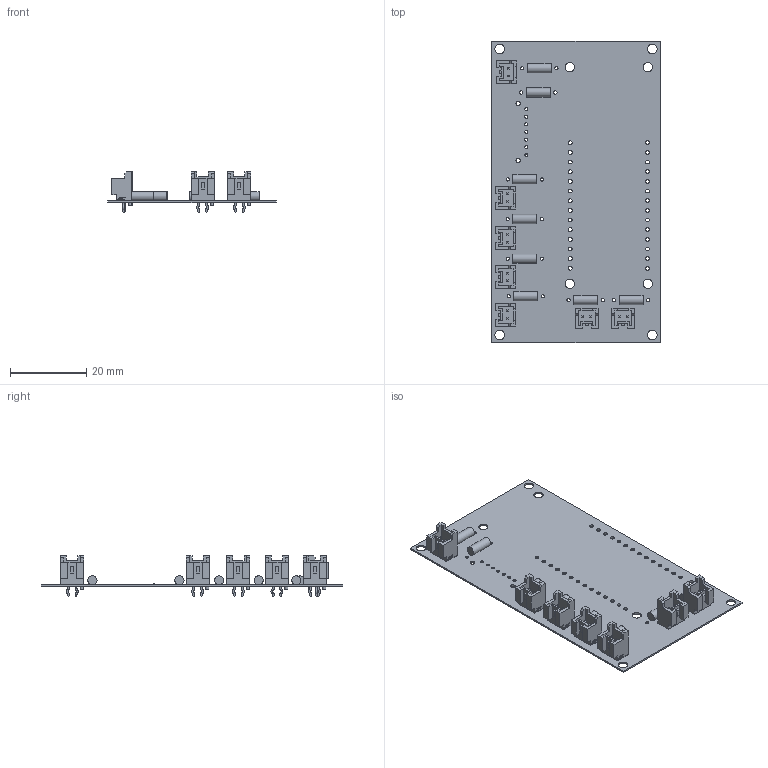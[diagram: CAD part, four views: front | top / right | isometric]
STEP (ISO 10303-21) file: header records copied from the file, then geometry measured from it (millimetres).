
FILE_DESCRIPTION(('Open CASCADE Model'),'2;1');
FILE_NAME('Open CASCADE Shape Model','2022-11-12T14:06:45',('Author'),( 'Open CASCADE'),'Open CASCADE STEP processor 6.8','Open CASCADE 6.8' ,'Unknown');
FILE_SCHEMA(('AUTOMOTIVE_DESIGN { 1 0 10303 214 1 1 1 1 }'));
Length unit declared in the file: millimetre
Products named in the file (30): PCB; Board; Open CASCADE STEP translator 6.8 1.1.1; R8; 5924685056; Cylinder; R7; R6; 5924687296; R5; R4; R3; R2; R1; J8; 5924683136; Extruded; J7; Conn_JST_B02B-PASK-1_LF_SN_eec; B02B-PASK-1; JST; Open CASCADE STEP translator 6.8 1.11.1.2.1; Open CASCADE STEP translator 6.8 1.11.1.2.2; J6; J5; J4; J3; J2; J1
Assembly tree (41 placements, depth 5):
  PCB
    Board
      Open CASCADE STEP translator 6.8 1.1.1
    R8
      5924685056
        Cylinder
    R7
      5924685056
        Cylinder
    R6
      5924687296
        Cylinder
    R5
      5924685056
        Cylinder
    R4
      5924687296
        Cylinder
    R3
      5924687296
        Cylinder
    R2
      5924687296
        Cylinder
    R1
      5924687296
        Cylinder
    J8
      5924683136
        Extruded
    J7
      Conn_JST_B02B-PASK-1_LF_SN_eec
        B02B-PASK-1
        JST
          Open CASCADE STEP translator 6.8 1.11.1.2.1
          Open CASCADE STEP translator 6.8 1.11.1.2.2
    J6
      Conn_JST_B02B-PASK-1_LF_SN_eec
        B02B-PASK-1
        JST
          Open CASCADE STEP translator 6.8 1.11.1.2.1
          Open CASCADE STEP translator 6.8 1.11.1.2.2
    J5
      Conn_JST_B02B-PASK-1_LF_SN_eec
        B02B-PASK-1
        JST
          Open CASCADE STEP translator 6.8 1.11.1.2.1
          Open CASCADE STEP translator 6.8 1.11.1.2.2
    J4
      Conn_JST_B02B-PASK-1_LF_SN_eec
        B02B-PASK-1
        JST
          Open CASCADE STEP translator 6.8 1.11.1.2.1
          Open CASCADE STEP translator 6.8 1.11.1.2.2
    J3
      Conn_JST_B02B-PASK-1_LF_SN_eec
        B02B-PASK-1
        JST
          Open CASCADE STEP translator 6.8 1.11.1.2.1
          Open CASCADE STEP translator 6.8 1.11.1.2.2
Bounding box: 44.2 x 79.25 x 10.7 mm (x, y, z)
Volume: 2471.7 mm3; surface area: 9924.2 mm2
Topology: 52 solids, 52 shells, 1336 faces, 4137 edges, 3437 vertices
Faces by surface type: plane 707, bspline 441, cylinder 181, cone 7
Full cylindrical faces by diameter (mm): 0.7 x14, 0.8 x7, 0.813 x7, 0.85 x16, 1.02 x28, 1.1 x7, 1.194 x2, 2.4 x8, 2.42 x4, 2.5 x4
Entity records: 11251 total; most frequent: CARTESIAN_POINT 2761, ORIENTED_EDGE 1482, DIRECTION 1350, EDGE_CURVE 741, VERTEX_POINT 489, AXIS2_PLACEMENT_3D 466, FACE_BOUND 444, EDGE_LOOP 444
